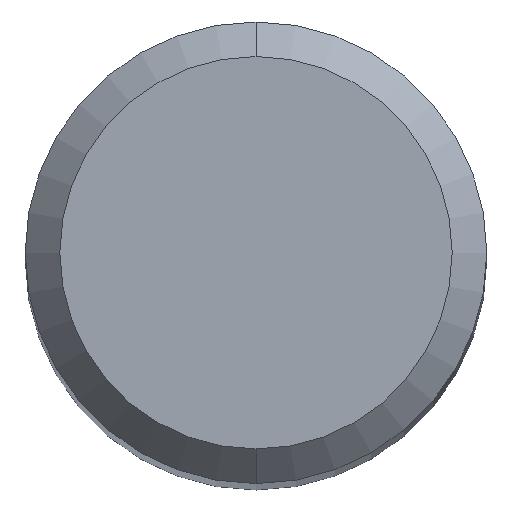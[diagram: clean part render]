
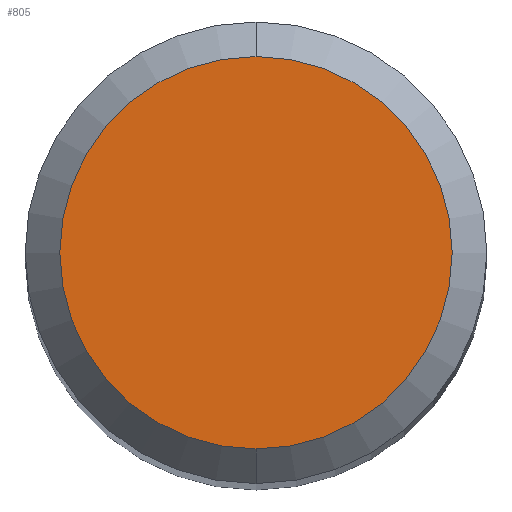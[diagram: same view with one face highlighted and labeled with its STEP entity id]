
A CAD part, top view. The second image highlights one B-rep face of the part: STEP entity #805.
In plain terms, the highlighted planar face has unit normal (0, 0, 1).
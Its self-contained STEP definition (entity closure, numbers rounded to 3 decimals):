
#571=EDGE_CURVE('',#645,#815,#1407,.T.);
#645=VERTEX_POINT('',#1489);
#663=EDGE_CURVE('',#815,#645,#1510,.T.);
#805=ADVANCED_FACE('',(#1665),#1666,.T.);
#815=VERTEX_POINT('',#1677);
#1407=CIRCLE('',#2636,1.7);
#1489=CARTESIAN_POINT('',(0.,-1.7,0.0));
#1510=CIRCLE('',#3029,1.7);
#1665=FACE_OUTER_BOUND('',#3699,.T.);
#1666=PLANE('',#3700);
#1677=CARTESIAN_POINT('',(0.0,1.7,0.0));
#2636=AXIS2_PLACEMENT_3D('',#5935,#5936,#5937);
#3029=AXIS2_PLACEMENT_3D('',#6084,#6085,#6086);
#3699=EDGE_LOOP('',(#6271,#6272));
#3700=AXIS2_PLACEMENT_3D('',#6273,#6274,#6275);
#5935=CARTESIAN_POINT('',(0.0,0.0,0.0));
#5936=DIRECTION('',(0.0,0.0,-1.0));
#5937=DIRECTION('',(0.0,1.0,0.0));
#6084=CARTESIAN_POINT('',(0.0,0.0,0.0));
#6085=DIRECTION('',(0.0,0.0,-1.0));
#6086=DIRECTION('',(0.0,1.0,0.0));
#6271=ORIENTED_EDGE('',*,*,#663,.F.);
#6272=ORIENTED_EDGE('',*,*,#571,.F.);
#6273=CARTESIAN_POINT('',(0.0,0.85,0.0));
#6274=DIRECTION('',(-0.0,0.0,1.0));
#6275=DIRECTION('',(0.0,-1.0,0.0));
